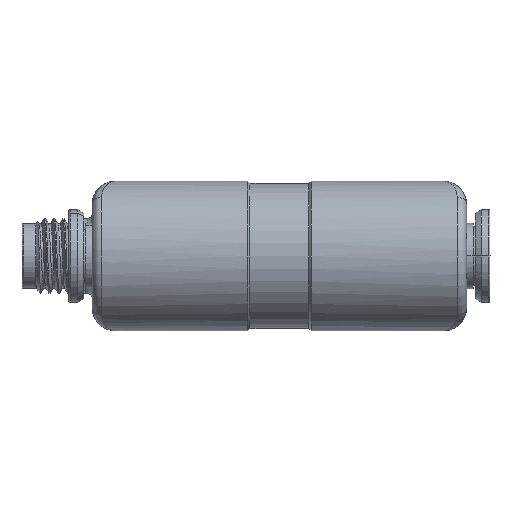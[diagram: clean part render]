
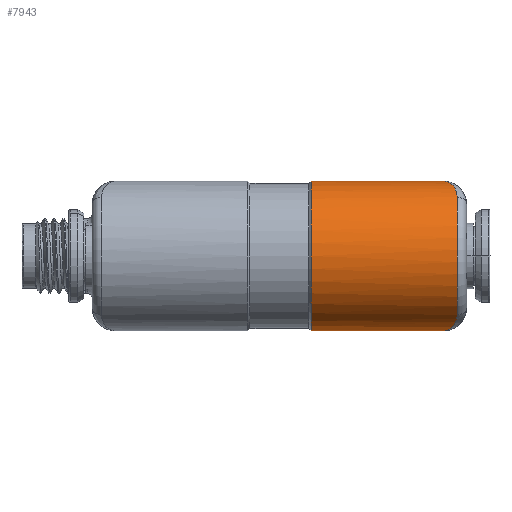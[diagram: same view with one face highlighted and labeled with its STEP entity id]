
A CAD part, front view. The second image highlights one B-rep face of the part: STEP entity #7943.
In plain terms, the highlighted cylindrical face has radius 8 mm (diameter 16 mm), a partial arc.
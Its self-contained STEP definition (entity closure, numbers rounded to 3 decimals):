
#329 = CARTESIAN_POINT ( 'NONE',  ( 17.848, -0.863, 7.956 ) ) ;
#460 = CARTESIAN_POINT ( 'NONE',  ( 3.4, 0., 0. ) ) ;
#656 = DIRECTION ( 'NONE',  ( 0., 0., -1. ) ) ;
#875 = LINE ( 'NONE', #8340, #7553 ) ;
#1095 = VECTOR ( 'NONE', #2573, 1000. ) ;
#1201 = CARTESIAN_POINT ( 'NONE',  ( 17.85, -0.863, -7.965 ) ) ;
#1259 = CARTESIAN_POINT ( 'NONE',  ( 18.752, -3.39, -7.261 ) ) ;
#1492 = ORIENTED_EDGE ( 'NONE', *, *, #13256, .T. ) ;
#1584 = CARTESIAN_POINT ( 'NONE',  ( 19., -4.949, 6.286 ) ) ;
#1608 = CARTESIAN_POINT ( 'NONE',  ( -20., 0., -8. ) ) ;
#1754 = VERTEX_POINT ( 'NONE', #11772 ) ;
#1852 = DIRECTION ( 'NONE',  ( 1., 0., 0. ) ) ;
#2030 = CARTESIAN_POINT ( 'NONE',  ( 17.5, 0., -8. ) ) ;
#2162 = CARTESIAN_POINT ( 'NONE',  ( 19., -4.949, -6.286 ) ) ;
#2205 = CARTESIAN_POINT ( 'NONE',  ( 3.4, 0., -8. ) ) ;
#2290 = EDGE_CURVE ( 'NONE', #8395, #4325, #3628, .T. ) ;
#2404 = CARTESIAN_POINT ( 'NONE',  ( 18.752, -3.39, 7.261 ) ) ;
#2551 = CARTESIAN_POINT ( 'NONE',  ( 17.933, -1.078, 7.93 ) ) ;
#2573 = DIRECTION ( 'NONE',  ( 1., 0., 0. ) ) ;
#2785 = B_SPLINE_CURVE_WITH_KNOTS ( 'NONE', 3,
 ( #2030, #11660, #1201, #7474, #6553, #5439, #1259, #6341, #13745, #2162 ),
 .UNSPECIFIED., .F., .F.,
 ( 4, 2, 2, 2, 4 ),
 ( 0., 0.001, 0.003, 0.004, 0.006 ),
 .UNSPECIFIED. ) ;
#2933 = EDGE_LOOP ( 'NONE', ( #5943, #9132, #8548, #4133, #13459, #1492 ) ) ;
#2948 = FACE_OUTER_BOUND ( 'NONE', #2933, .T. ) ;
#3628 = LINE ( 'NONE', #1608, #1095 ) ;
#3667 = CARTESIAN_POINT ( 'NONE',  ( 17.5, 0., 8. ) ) ;
#4133 = ORIENTED_EDGE ( 'NONE', *, *, #12528, .F. ) ;
#4325 = VERTEX_POINT ( 'NONE', #9449 ) ;
#4721 = CARTESIAN_POINT ( 'NONE',  ( 18.626, -2.978, 7.438 ) ) ;
#5439 = CARTESIAN_POINT ( 'NONE',  ( 18.626, -2.978, -7.438 ) ) ;
#5597 = CARTESIAN_POINT ( 'NONE',  ( 19., -4.949, -6.286 ) ) ;
#5943 = ORIENTED_EDGE ( 'NONE', *, *, #12882, .T. ) ;
#6341 = CARTESIAN_POINT ( 'NONE',  ( 18.939, -4.195, -6.827 ) ) ;
#6469 = AXIS2_PLACEMENT_3D ( 'NONE', #460, #11125, #10994 ) ;
#6553 = CARTESIAN_POINT ( 'NONE',  ( 18.344, -2.146, -7.719 ) ) ;
#6658 = CARTESIAN_POINT ( 'NONE',  ( 18.344, -2.146, 7.719 ) ) ;
#7474 = CARTESIAN_POINT ( 'NONE',  ( 18.184, -1.721, -7.825 ) ) ;
#7552 = DIRECTION ( 'NONE',  ( 0., 0., 1. ) ) ;
#7553 = VECTOR ( 'NONE', #1852, 1000. ) ;
#7765 = EDGE_CURVE ( 'NONE', #1754, #8658, #8647, .T. ) ;
#7790 = CARTESIAN_POINT ( 'NONE',  ( 17.587, -0.215, 8. ) ) ;
#7943 = ADVANCED_FACE ( 'NONE', ( #2948 ), #13428, .T. ) ;
#8123 = CARTESIAN_POINT ( 'NONE',  ( -20., 0., 0. ) ) ;
#8253 = DIRECTION ( 'NONE',  ( 1., 0., 0. ) ) ;
#8340 = CARTESIAN_POINT ( 'NONE',  ( -20., 0., 8. ) ) ;
#8395 = VERTEX_POINT ( 'NONE', #2205 ) ;
#8439 = CARTESIAN_POINT ( 'NONE',  ( 3.4, 0., 8. ) ) ;
#8541 = CARTESIAN_POINT ( 'NONE',  ( 19., 0., 0. ) ) ;
#8548 = ORIENTED_EDGE ( 'NONE', *, *, #9040, .F. ) ;
#8647 = B_SPLINE_CURVE_WITH_KNOTS ( 'NONE', 3,
 ( #1584, #10099, #11003, #2404, #4721, #6658, #8910, #2551, #329, #13164, #7790, #3667 ),
 .UNSPECIFIED., .F., .F.,
 ( 4, 2, 2, 2, 2, 4 ),
 ( 0., 0.001, 0.003, 0.004, 0.005, 0.006 ),
 .UNSPECIFIED. ) ;
#8658 = VERTEX_POINT ( 'NONE', #9377 ) ;
#8910 = CARTESIAN_POINT ( 'NONE',  ( 18.184, -1.721, 7.825 ) ) ;
#9040 = EDGE_CURVE ( 'NONE', #9914, #8658, #875, .T. ) ;
#9132 = ORIENTED_EDGE ( 'NONE', *, *, #7765, .T. ) ;
#9377 = CARTESIAN_POINT ( 'NONE',  ( 17.5, 0., 8. ) ) ;
#9449 = CARTESIAN_POINT ( 'NONE',  ( 17.5, 0., -8. ) ) ;
#9914 = VERTEX_POINT ( 'NONE', #8439 ) ;
#10060 = CIRCLE ( 'NONE', #10958, 8. ) ;
#10099 = CARTESIAN_POINT ( 'NONE',  ( 19., -4.58, 6.576 ) ) ;
#10958 = AXIS2_PLACEMENT_3D ( 'NONE', #8541, #12791, #7552 ) ;
#10994 = DIRECTION ( 'NONE',  ( 0., 0., -1. ) ) ;
#11003 = CARTESIAN_POINT ( 'NONE',  ( 18.939, -4.195, 6.827 ) ) ;
#11125 = DIRECTION ( 'NONE',  ( -1., 0., 0. ) ) ;
#11318 = AXIS2_PLACEMENT_3D ( 'NONE', #8123, #8253, #656 ) ;
#11660 = CARTESIAN_POINT ( 'NONE',  ( 17.675, -0.432, -8. ) ) ;
#11772 = CARTESIAN_POINT ( 'NONE',  ( 19., -4.949, 6.286 ) ) ;
#11824 = CIRCLE ( 'NONE', #6469, 8. ) ;
#12528 = EDGE_CURVE ( 'NONE', #8395, #9914, #11824, .T. ) ;
#12791 = DIRECTION ( 'NONE',  ( -1., 0., 0. ) ) ;
#12871 = VERTEX_POINT ( 'NONE', #5597 ) ;
#12882 = EDGE_CURVE ( 'NONE', #12871, #1754, #10060, .T. ) ;
#13164 = CARTESIAN_POINT ( 'NONE',  ( 17.675, -0.432, 7.991 ) ) ;
#13256 = EDGE_CURVE ( 'NONE', #4325, #12871, #2785, .T. ) ;
#13428 = CYLINDRICAL_SURFACE ( 'NONE', #11318, 8. ) ;
#13459 = ORIENTED_EDGE ( 'NONE', *, *, #2290, .T. ) ;
#13745 = CARTESIAN_POINT ( 'NONE',  ( 19., -4.58, -6.576 ) ) ;
